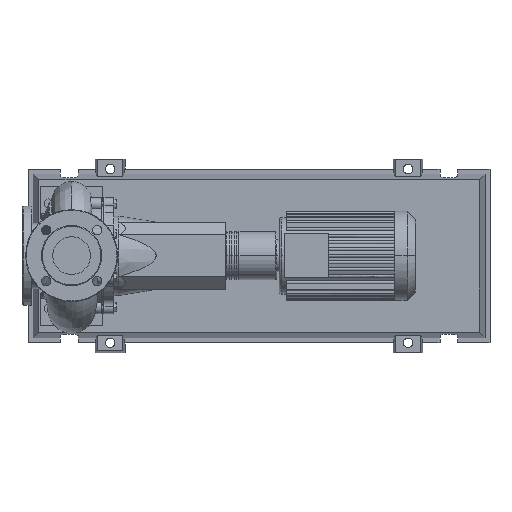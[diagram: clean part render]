
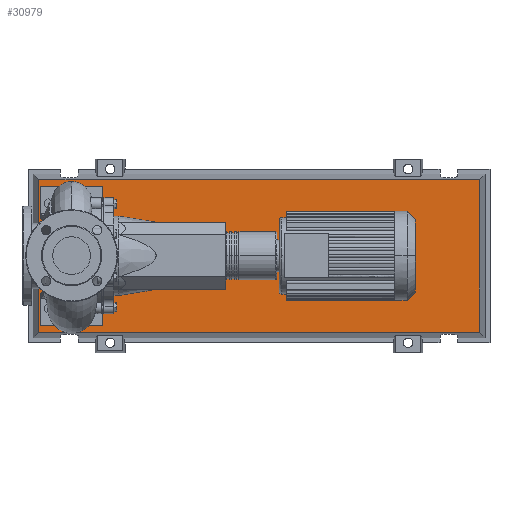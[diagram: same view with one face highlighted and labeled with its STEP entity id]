
A CAD part, top view. The second image highlights one B-rep face of the part: STEP entity #30979.
In plain terms, the highlighted planar face has unit normal (0, 0, 1).
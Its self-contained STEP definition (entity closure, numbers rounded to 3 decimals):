
#30660=CARTESIAN_POINT('',(820.792,-153.292,83.0));
#30661=VERTEX_POINT('',#30660);
#30668=CARTESIAN_POINT('',(-65.792,-153.292,83.0));
#30669=VERTEX_POINT('',#30668);
#30670=CARTESIAN_POINT('',(820.792,-153.292,83.0));
#30671=DIRECTION('',(-1.0,0.0,0.0));
#30672=VECTOR('',#30671,886.584);
#30673=LINE('',#30670,#30672);
#30674=EDGE_CURVE('',#30661,#30669,#30673,.T.);
#30892=CARTESIAN_POINT('',(820.792,153.292,83.0));
#30893=VERTEX_POINT('',#30892);
#30894=CARTESIAN_POINT('',(820.792,153.292,83.0));
#30895=DIRECTION('',(0.0,-1.0,0.0));
#30896=VECTOR('',#30895,306.584);
#30897=LINE('',#30894,#30896);
#30898=EDGE_CURVE('',#30893,#30661,#30897,.T.);
#30916=CARTESIAN_POINT('',(-65.792,153.292,83.0));
#30917=VERTEX_POINT('',#30916);
#30918=CARTESIAN_POINT('',(-65.792,-153.292,83.0));
#30919=DIRECTION('',(0.0,1.0,0.0));
#30920=VECTOR('',#30919,306.584);
#30921=LINE('',#30918,#30920);
#30922=EDGE_CURVE('',#30669,#30917,#30921,.T.);
#30955=CARTESIAN_POINT('',(-65.792,153.292,83.0));
#30956=DIRECTION('',(1.0,0.0,0.0));
#30957=VECTOR('',#30956,886.584);
#30958=LINE('',#30955,#30957);
#30959=EDGE_CURVE('',#30917,#30893,#30958,.T.);
#30968=CARTESIAN_POINT('',(377.5,0.,83.0));
#30969=DIRECTION('',(0.0,0.0,1.0));
#30970=DIRECTION('',(1.0,0.0,0.0));
#30971=AXIS2_PLACEMENT_3D('',#30968,#30969,#30970);
#30972=PLANE('',#30971);
#30973=ORIENTED_EDGE('',*,*,#30898,.F.);
#30974=ORIENTED_EDGE('',*,*,#30959,.F.);
#30975=ORIENTED_EDGE('',*,*,#30922,.F.);
#30976=ORIENTED_EDGE('',*,*,#30674,.F.);
#30977=EDGE_LOOP('',(#30973,#30974,#30975,#30976));
#30978=FACE_OUTER_BOUND('',#30977,.T.);
#30979=ADVANCED_FACE('',(#30978),#30972,.T.);
